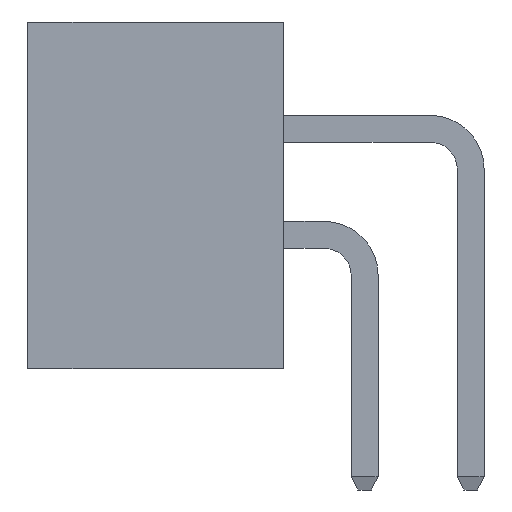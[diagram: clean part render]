
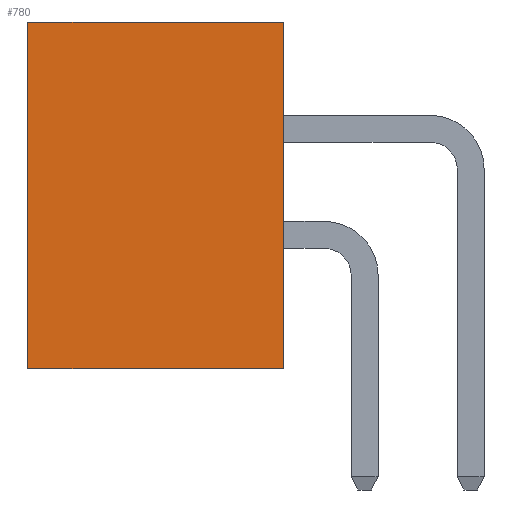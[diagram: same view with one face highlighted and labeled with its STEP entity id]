
A CAD part, left-side view. The second image highlights one B-rep face of the part: STEP entity #780.
In plain terms, the highlighted planar face has unit normal (-1, 0, 0).
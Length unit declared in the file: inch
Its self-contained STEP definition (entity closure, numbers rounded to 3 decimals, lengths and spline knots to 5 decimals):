
#780 = ADVANCED_FACE( '', ( #1609 ), #1610, .T. );
#1609 = FACE_OUTER_BOUND( '', #2512, .T. );
#1610 = PLANE( '', #2513 );
#2512 = EDGE_LOOP( '', ( #4593, #4594, #4595, #4596 ) );
#2513 = AXIS2_PLACEMENT_3D( '', #4597, #4598, #4599 );
#4593 = ORIENTED_EDGE( '', *, *, #6257, .F. );
#4594 = ORIENTED_EDGE( '', *, *, #5616, .F. );
#4595 = ORIENTED_EDGE( '', *, *, #5574, .T. );
#4596 = ORIENTED_EDGE( '', *, *, #6243, .T. );
#4597 = CARTESIAN_POINT( '', ( -0.24375, 0., -0.1387 ) );
#4598 = DIRECTION( '', ( -1., 0., 0. ) );
#4599 = DIRECTION( '', ( 0., 0., 1. ) );
#5574 = EDGE_CURVE( '', #6728, #6726, #6729, .T. );
#5616 = EDGE_CURVE( '', #6728, #6795, #6798, .T. );
#6243 = EDGE_CURVE( '', #6726, #7716, #7718, .T. );
#6257 = EDGE_CURVE( '', #6795, #7716, #7736, .T. );
#6726 = VERTEX_POINT( '', #8342 );
#6728 = VERTEX_POINT( '', #8345 );
#6729 = LINE( '', #8346, #8347 );
#6795 = VERTEX_POINT( '', #8443 );
#6798 = LINE( '', #8448, #8449 );
#7716 = VERTEX_POINT( '', #9813 );
#7718 = LINE( '', #9816, #9817 );
#7736 = LINE( '', #9846, #9847 );
#8342 = CARTESIAN_POINT( '', ( -0.24375, 0., 0.1187 ) );
#8345 = CARTESIAN_POINT( '', ( -0.24375, 0., -0.1387 ) );
#8346 = CARTESIAN_POINT( '', ( -0.24375, 0., -0.1387 ) );
#8347 = VECTOR( '', #10274, 39.37008 );
#8443 = CARTESIAN_POINT( '', ( -0.24375, 0.19, -0.1387 ) );
#8448 = CARTESIAN_POINT( '', ( -0.24375, 0., -0.1387 ) );
#8449 = VECTOR( '', #10307, 39.37008 );
#9813 = CARTESIAN_POINT( '', ( -0.24375, 0.19, 0.1187 ) );
#9816 = CARTESIAN_POINT( '', ( -0.24375, 0., 0.1187 ) );
#9817 = VECTOR( '', #10836, 39.37008 );
#9846 = CARTESIAN_POINT( '', ( -0.24375, 0.19, -0.1387 ) );
#9847 = VECTOR( '', #10848, 39.37008 );
#10274 = DIRECTION( '', ( 0., 0., 1. ) );
#10307 = DIRECTION( '', ( 0., 1., 0. ) );
#10836 = DIRECTION( '', ( 0., 1., 0. ) );
#10848 = DIRECTION( '', ( 0., 0., 1. ) );
